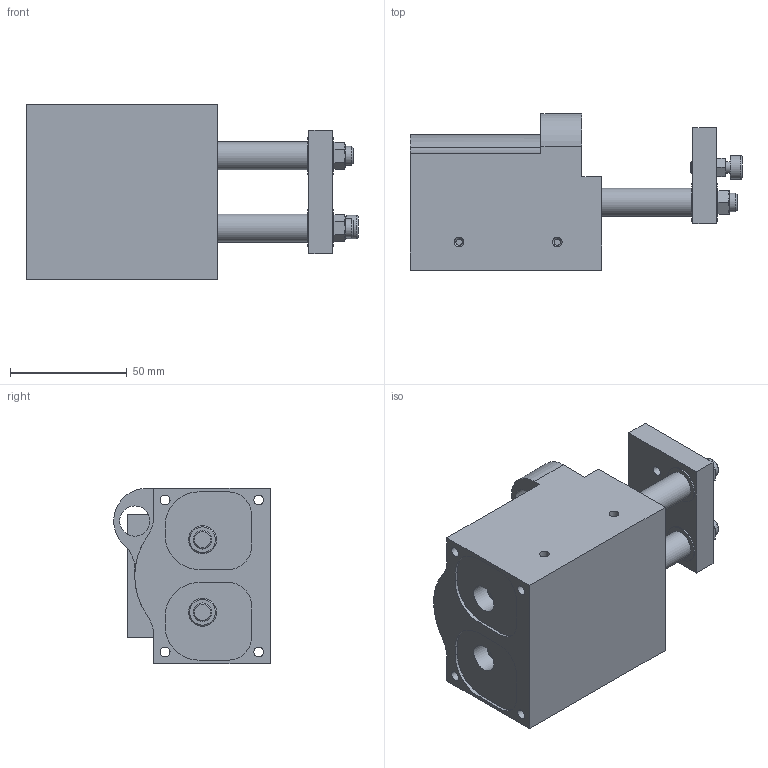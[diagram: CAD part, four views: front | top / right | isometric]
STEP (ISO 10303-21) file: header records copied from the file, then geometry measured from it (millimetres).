
FILE_DESCRIPTION((''),'2;1');
FILE_NAME('MSR-Z4.stp','2012-11-23T09:34:29',('hartung_david'),(''),'Autodesk Inventor 2012','Autodesk Inventor 2012','');
FILE_SCHEMA(('AUTOMOTIVE_DESIGN { 1 0 10303 214 1 1 1 1 }'));
Products named in the file (3): MSR-Z4; MSR-Z4-010; MSR-Z4-020
Assembly tree (2 placements, depth 2):
  MSR-Z4
    MSR-Z4-010
    MSR-Z4-020
Bounding box: 142 x 66.99 x 75 mm (x, y, z)
Volume: 341032.6 mm3; surface area: 58323.8 mm2
Topology: 2 solids, 4 shells, 188 faces, 410 edges, 257 vertices
Faces by surface type: plane 91, cylinder 49, cone 47, torus 1
Full cylindrical faces by diameter (mm): 2.459 x2, 2.7 x2, 4.134 x4, 4.2 x4, 5 x2, 7.5 x4, 7.95 x2, 8 x2, 10 x3, 11.6 x2, 12 x4, 12.917 x1, 16 x4
Entity records: 4928 total; most frequent: CARTESIAN_POINT 950, DIRECTION 816, ORIENTED_EDGE 718, EDGE_CURVE 359, AXIS2_PLACEMENT_3D 336, EDGE_LOOP 285, VERTEX_POINT 254, FACE_OUTER_BOUND 188
